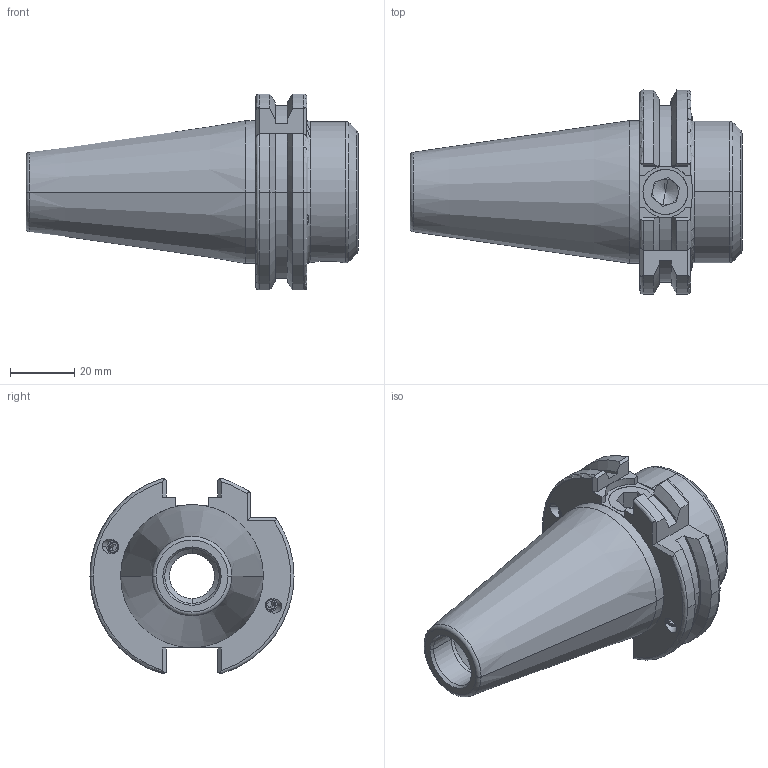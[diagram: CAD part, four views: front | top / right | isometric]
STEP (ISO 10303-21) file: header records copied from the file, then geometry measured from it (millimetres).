
FILE_DESCRIPTION (( 'STEP AP203' ), '1' );
FILE_NAME ('91406-WE720035.STEP', '2022-07-07T05:16:33', ( '' ), ( '' ), 'SwSTEP 2.0', 'SolidWorks 2018', '' );
FILE_SCHEMA (( 'CONFIG_CONTROL_DESIGN' ));
Length unit declared in the file: millimetre
Products named in the file (5): SK40EM20035FWW R03; GS-M4X4_DIN 913 - M4 x 4-N; GS-M16X14_ISO 4026 - M16 x 10-N; 91406-WE720035
Assembly tree (7 placements, depth 3):
  91406-WE720035
    SK40EM20035FWW R03
      SK40EM20035FWW R03
      GS-M4X4_DIN 913 - M4 x 4-N  x4
      GS-M16X14_ISO 4026 - M16 x 10-N
Bounding box: 103.4 x 63.55 x 61 mm (x, y, z)
Volume: 109063.2 mm3; surface area: 27059.9 mm2
Topology: 6 solids, 6 shells, 370 faces, 964 edges, 609 vertices
Faces by surface type: cone 144, plane 113, cylinder 93, torus 19, bspline 1
Entity records: 8102 total; most frequent: CARTESIAN_POINT 1838, DIRECTION 1222, ORIENTED_EDGE 1196, EDGE_CURVE 598, AXIS2_PLACEMENT_3D 475, VERTEX_POINT 381, LINE 272, VECTOR 272
